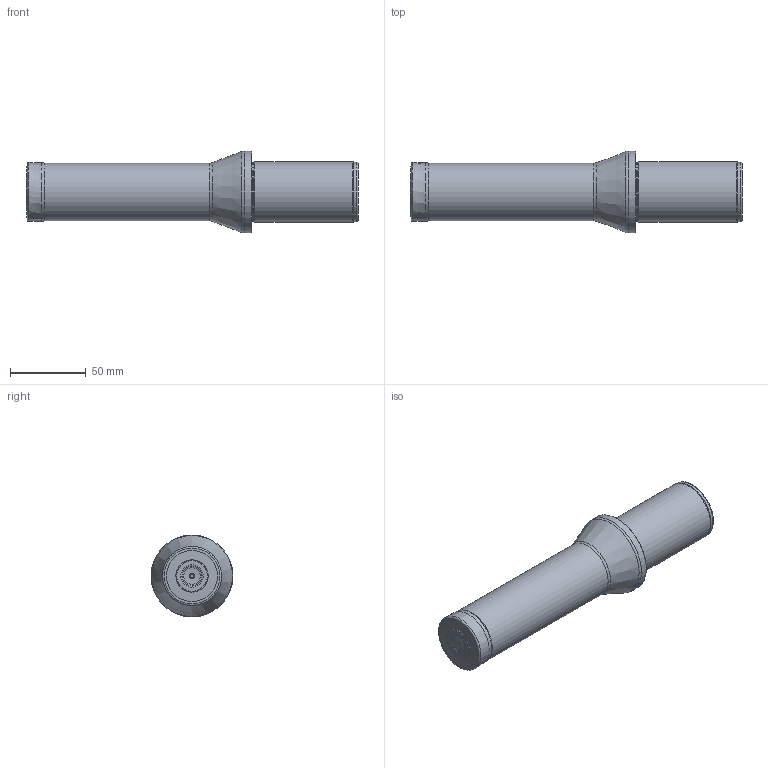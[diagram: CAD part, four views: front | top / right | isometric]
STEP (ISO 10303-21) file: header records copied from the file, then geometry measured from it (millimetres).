
FILE_DESCRIPTION(/* description */ (''),/* implementation_level */ '2;1');
FILE_NAME(/* name */ 'ATUM-39XD3-880-0704...stp',/* time_stamp */ '2023-11-29T02:16:35+03:00',/* author */ (''),/* organization */ (''),/* preprocessor_version */ 'ST-DEVELOPER v19.4',/* originating_system */ 'SIEMENS PLM Software NX2306.3001',/* authorisation */ '');
FILE_SCHEMA (('AUTOMOTIVE_DESIGN { 1 0 10303 214 3 1 1 1 }'));
Length unit declared in the file: millimetre
Products named in the file (1): STP_ATUM 39XD3 880-0704..
Bounding box: 218.97 x 54 x 54 mm (x, y, z)
Volume: 288452 mm3; surface area: 34455.1 mm2
Topology: 2 solids, 2 shells, 42 faces, 92 edges, 56 vertices
Faces by surface type: revolution 13, torus 8, plane 6, cone 6, cylinder 5, bspline 4
Full cylindrical faces by diameter (mm): 38 x1, 39.5 x2, 40 x1, 54 x1
Entity records: 2002 total; most frequent: CARTESIAN_POINT 1275, DIRECTION 149, EDGE_LOOP 80, ORIENTED_EDGE 80, FACE_BOUND 76, AXIS2_PLACEMENT_3D 65, ADVANCED_FACE 42, VERTEX_POINT 40
